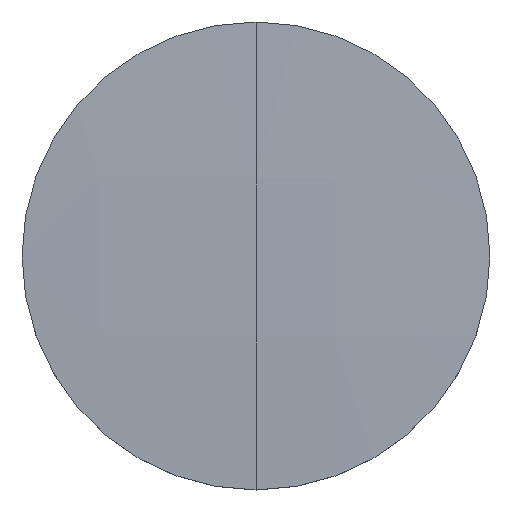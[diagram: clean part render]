
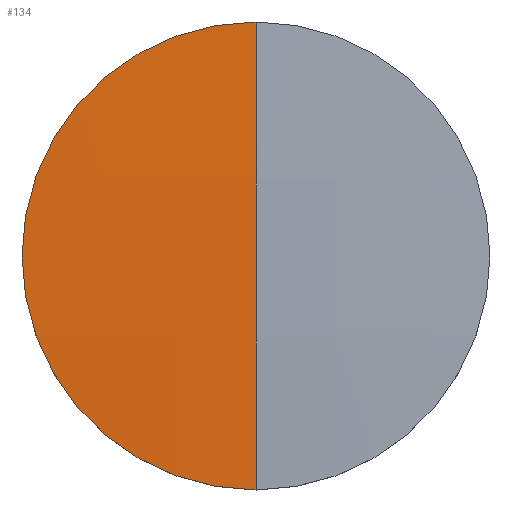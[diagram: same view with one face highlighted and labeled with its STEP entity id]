
A CAD part, top view. The second image highlights one B-rep face of the part: STEP entity #134.
In plain terms, the highlighted free-form (B-spline) face has degree [3, 3] with [4, 4] control points.
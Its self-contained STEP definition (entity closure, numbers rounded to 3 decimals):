
#9 = CIRCLE ( 'NONE', #233, 12.7 ) ;
#25 = EDGE_CURVE ( 'NONE', #174, #228, #218, .T. ) ;
#26 = FACE_OUTER_BOUND ( 'NONE', #46, .T. ) ;
#34 = CARTESIAN_POINT ( 'NONE',  ( 0., 0., 2.83 ) ) ;
#37 = EDGE_CURVE ( 'NONE', #108, #228, #48, .T. ) ;
#38 = CARTESIAN_POINT ( 'NONE',  ( -12.772, -12.852, 2.655 ) ) ;
#39 = CARTESIAN_POINT ( 'NONE',  ( 0., 4.285, 3.058 ) ) ;
#46 = EDGE_LOOP ( 'NONE', ( #232, #188, #178 ) ) ;
#48 = CIRCLE ( 'NONE', #268, 475.6 ) ;
#63 = CARTESIAN_POINT ( 'NONE',  ( 0., -12.852, 2.826 ) ) ;
#78 = CARTESIAN_POINT ( 'NONE',  ( -8.519, -4.285, 3.001 ) ) ;
#79 = CARTESIAN_POINT ( 'NONE',  ( -8.515, -12.852, 2.769 ) ) ;
#97 = DIRECTION ( 'NONE',  ( 0., 0., -1. ) ) ;
#100 = CARTESIAN_POINT ( 'NONE',  ( 0., -12.7, 2.83 ) ) ;
#101 = CARTESIAN_POINT ( 'NONE',  ( -12.772, 12.852, 2.655 ) ) ;
#104 = CARTESIAN_POINT ( 'NONE',  ( -12.7, 0., 2.83 ) ) ;
#108 = VERTEX_POINT ( 'NONE', #100 ) ;
#119 = CARTESIAN_POINT ( 'NONE',  ( -4.26, -4.285, 3.058 ) ) ;
#120 = CARTESIAN_POINT ( 'NONE',  ( -4.258, -12.852, 2.826 ) ) ;
#122 = CARTESIAN_POINT ( 'NONE',  ( 0., 0., 2.83 ) ) ;
#124 = DIRECTION ( 'NONE',  ( 0., 0., -1. ) ) ;
#127 = DIRECTION ( 'NONE',  ( 1., 0., 0. ) ) ;
#134 = ADVANCED_FACE ( 'NONE', ( #26 ), #293, .T. ) ;
#136 = AXIS2_PLACEMENT_3D ( 'NONE', #34, #97, #288 ) ;
#140 = CARTESIAN_POINT ( 'NONE',  ( 0., 0., -472.6 ) ) ;
#144 = CARTESIAN_POINT ( 'NONE',  ( 0., -4.285, 3.058 ) ) ;
#163 = DIRECTION ( 'NONE',  ( -1., 0., 0. ) ) ;
#174 = VERTEX_POINT ( 'NONE', #104 ) ;
#178 = ORIENTED_EDGE ( 'NONE', *, *, #25, .F. ) ;
#186 = CARTESIAN_POINT ( 'NONE',  ( -4.258, 12.852, 2.826 ) ) ;
#188 = ORIENTED_EDGE ( 'NONE', *, *, #37, .T. ) ;
#189 = CARTESIAN_POINT ( 'NONE',  ( -12.778, 4.285, 2.886 ) ) ;
#192 = CARTESIAN_POINT ( 'NONE',  ( -8.519, 4.285, 3.001 ) ) ;
#206 = EDGE_CURVE ( 'NONE', #108, #174, #9, .T. ) ;
#218 = CIRCLE ( 'NONE', #136, 12.7 ) ;
#219 = DIRECTION ( 'NONE',  ( 0., -1., 0. ) ) ;
#228 = VERTEX_POINT ( 'NONE', #271 ) ;
#232 = ORIENTED_EDGE ( 'NONE', *, *, #206, .F. ) ;
#233 = AXIS2_PLACEMENT_3D ( 'NONE', #122, #124, #127 ) ;
#241 = CARTESIAN_POINT ( 'NONE',  ( 0., 12.852, 2.826 ) ) ;
#244 = CARTESIAN_POINT ( 'NONE',  ( -12.778, -4.285, 2.886 ) ) ;
#268 = AXIS2_PLACEMENT_3D ( 'NONE', #140, #163, #219 ) ;
#269 = CARTESIAN_POINT ( 'NONE',  ( -4.26, 4.285, 3.058 ) ) ;
#271 = CARTESIAN_POINT ( 'NONE',  ( 0., 12.7, 2.83 ) ) ;
#288 = DIRECTION ( 'NONE',  ( 1., 0., 0. ) ) ;
#292 = CARTESIAN_POINT ( 'NONE',  ( -8.515, 12.852, 2.769 ) ) ;
#293 =( BOUNDED_SURFACE ( )  B_SPLINE_SURFACE ( 3, 3, ( 
 ( #63, #120, #79, #38 ),
 ( #144, #119, #78, #244 ),
 ( #39, #269, #192, #189 ),
 ( #241, #186, #292, #101 ) ),
 .UNSPECIFIED., .F., .F., .F. ) 
 B_SPLINE_SURFACE_WITH_KNOTS ( ( 4, 4 ),
 ( 4, 4 ),
 ( 0., 1. ),
 ( 0., 1. ),
 .UNSPECIFIED. ) 
 GEOMETRIC_REPRESENTATION_ITEM ( )  RATIONAL_B_SPLINE_SURFACE ( (
 ( 1., 1., 1., 1.),
 ( 1., 1., 1., 1.),
 ( 1., 1., 1., 1.),
 ( 1., 1., 1., 1.) ) ) 
 REPRESENTATION_ITEM ( '' )  SURFACE ( )  );
